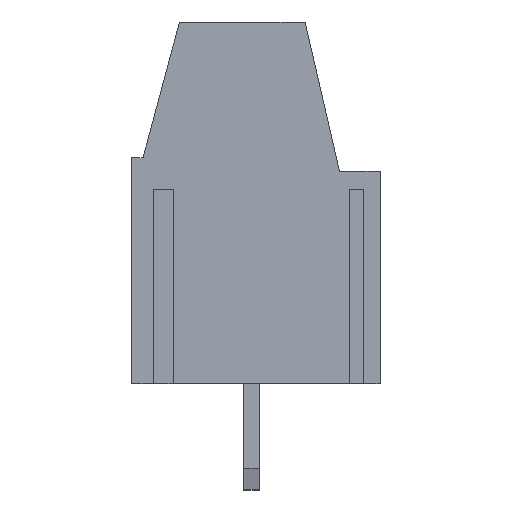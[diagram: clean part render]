
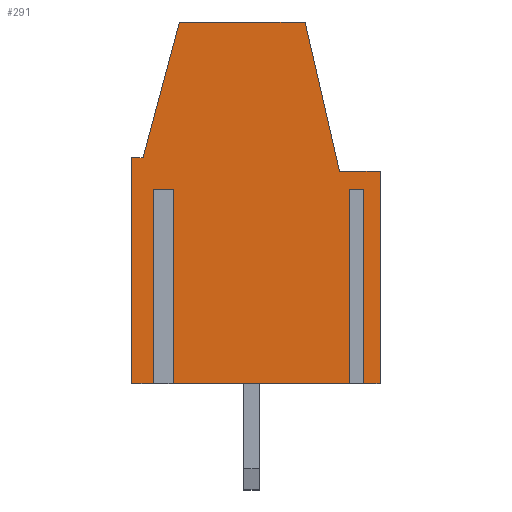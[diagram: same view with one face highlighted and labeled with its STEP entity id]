
A CAD part, top view. The second image highlights one B-rep face of the part: STEP entity #291.
In plain terms, the highlighted planar face has unit normal (0, 0, 1).
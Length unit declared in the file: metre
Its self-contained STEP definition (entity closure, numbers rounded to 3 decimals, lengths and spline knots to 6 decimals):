
#291=ADVANCED_FACE('',(#651),#652,.F.);
#651=FACE_OUTER_BOUND('',#1084,.T.);
#652=PLANE('',#1085);
#1084=EDGE_LOOP('',(#1892,#1893,#1894,#1895,#1896,#1897,#1898,#1899,#1900,#1901,#1902,#1903,#1904,#1905,#1906,#1907));
#1085=AXIS2_PLACEMENT_3D('',#1908,#1909,#1910);
#1892=ORIENTED_EDGE('',*,*,#2869,.T.);
#1893=ORIENTED_EDGE('',*,*,#2870,.T.);
#1894=ORIENTED_EDGE('',*,*,#2761,.T.);
#1895=ORIENTED_EDGE('',*,*,#2871,.T.);
#1896=ORIENTED_EDGE('',*,*,#2872,.T.);
#1897=ORIENTED_EDGE('',*,*,#2873,.F.);
#1898=ORIENTED_EDGE('',*,*,#2557,.F.);
#1899=ORIENTED_EDGE('',*,*,#2874,.T.);
#1900=ORIENTED_EDGE('',*,*,#2875,.T.);
#1901=ORIENTED_EDGE('',*,*,#2732,.F.);
#1902=ORIENTED_EDGE('',*,*,#2788,.T.);
#1903=ORIENTED_EDGE('',*,*,#2876,.T.);
#1904=ORIENTED_EDGE('',*,*,#2877,.T.);
#1905=ORIENTED_EDGE('',*,*,#2771,.T.);
#1906=ORIENTED_EDGE('',*,*,#2878,.T.);
#1907=ORIENTED_EDGE('',*,*,#2812,.T.);
#1908=CARTESIAN_POINT('',(0.189832,0.138629,0.0));
#1909=DIRECTION('',(0.0,0.0,-1.0));
#1910=DIRECTION('',(0.0,-1.0,0.0));
#2557=EDGE_CURVE('',#3044,#3046,#3047,.T.);
#2732=EDGE_CURVE('',#3350,#3352,#3353,.T.);
#2761=EDGE_CURVE('',#3398,#3399,#3400,.T.);
#2771=EDGE_CURVE('',#3413,#3411,#3414,.T.);
#2788=EDGE_CURVE('',#3350,#3437,#3439,.T.);
#2812=EDGE_CURVE('',#3474,#3475,#3476,.T.);
#2869=EDGE_CURVE('',#3475,#3548,#3549,.T.);
#2870=EDGE_CURVE('',#3548,#3398,#3550,.T.);
#2871=EDGE_CURVE('',#3399,#3551,#3552,.T.);
#2872=EDGE_CURVE('',#3551,#3553,#3554,.T.);
#2873=EDGE_CURVE('',#3046,#3553,#3555,.T.);
#2874=EDGE_CURVE('',#3044,#3556,#3557,.T.);
#2875=EDGE_CURVE('',#3556,#3352,#3558,.T.);
#2876=EDGE_CURVE('',#3437,#3559,#3560,.T.);
#2877=EDGE_CURVE('',#3559,#3413,#3561,.T.);
#2878=EDGE_CURVE('',#3411,#3474,#3562,.T.);
#3044=VERTEX_POINT('',#3756);
#3046=VERTEX_POINT('',#3759);
#3047=LINE('',#3760,#3761);
#3350=VERTEX_POINT('',#4197);
#3352=VERTEX_POINT('',#4200);
#3353=LINE('',#4201,#4202);
#3398=VERTEX_POINT('',#4265);
#3399=VERTEX_POINT('',#4266);
#3400=LINE('',#4267,#4268);
#3411=VERTEX_POINT('',#4285);
#3413=VERTEX_POINT('',#4288);
#3414=LINE('',#4289,#4290);
#3437=VERTEX_POINT('',#4326);
#3439=LINE('',#4329,#4330);
#3474=VERTEX_POINT('',#4382);
#3475=VERTEX_POINT('',#4383);
#3476=LINE('',#4384,#4385);
#3548=VERTEX_POINT('',#4498);
#3549=LINE('',#4499,#4500);
#3550=LINE('',#4501,#4502);
#3551=VERTEX_POINT('',#4503);
#3552=LINE('',#4504,#4505);
#3553=VERTEX_POINT('',#4506);
#3554=LINE('',#4507,#4508);
#3555=LINE('',#4509,#4510);
#3556=VERTEX_POINT('',#4511);
#3557=LINE('',#4512,#4513);
#3558=LINE('',#4514,#4515);
#3559=VERTEX_POINT('',#4516);
#3560=LINE('',#4517,#4518);
#3561=LINE('',#4519,#4520);
#3562=LINE('',#4521,#4522);
#3756=CARTESIAN_POINT('',(0.191682,0.137829,0.0));
#3759=CARTESIAN_POINT('',(0.190782,0.137829,0.0));
#3760=CARTESIAN_POINT('',(0.190782,0.137829,0.0));
#3761=VECTOR('',#4781,1.0);
#4197=CARTESIAN_POINT('',(0.199482,0.137829,0.0));
#4200=CARTESIAN_POINT('',(0.199482,0.129229,0.0));
#4201=CARTESIAN_POINT('',(0.199482,0.137829,0.0));
#4202=VECTOR('',#4937,1.0);
#4265=CARTESIAN_POINT('',(0.190332,0.139229,0.0));
#4266=CARTESIAN_POINT('',(0.189832,0.139229,0.0));
#4267=CARTESIAN_POINT('',(0.189832,0.139229,0.0));
#4268=VECTOR('',#4968,1.0);
#4285=CARTESIAN_POINT('',(0.200832,0.138629,0.0));
#4288=CARTESIAN_POINT('',(0.200832,0.129229,0.0));
#4289=CARTESIAN_POINT('',(0.200832,0.138629,0.0));
#4290=VECTOR('',#4976,1.0);
#4326=CARTESIAN_POINT('',(0.200082,0.137829,0.0));
#4329=CARTESIAN_POINT('',(0.200082,0.137829,0.0));
#4330=VECTOR('',#4991,1.0);
#4382=CARTESIAN_POINT('',(0.199032,0.138629,0.0));
#4383=CARTESIAN_POINT('',(0.197508,0.145229,0.0));
#4384=CARTESIAN_POINT('',(0.197508,0.145229,0.0));
#4385=VECTOR('',#5009,1.0);
#4498=CARTESIAN_POINT('',(0.191939,0.145229,0.0));
#4499=CARTESIAN_POINT('',(0.191939,0.145229,0.0));
#4500=VECTOR('',#5051,1.0);
#4501=CARTESIAN_POINT('',(0.190332,0.139229,0.0));
#4502=VECTOR('',#5052,1.0);
#4503=CARTESIAN_POINT('',(0.189832,0.129229,0.0));
#4504=CARTESIAN_POINT('',(0.189832,0.129229,0.0));
#4505=VECTOR('',#5053,1.0);
#4506=CARTESIAN_POINT('',(0.190782,0.129229,0.0));
#4507=CARTESIAN_POINT('',(0.200832,0.129229,0.0));
#4508=VECTOR('',#5054,1.0);
#4509=CARTESIAN_POINT('',(0.190782,0.137829,0.0));
#4510=VECTOR('',#5055,1.0);
#4511=CARTESIAN_POINT('',(0.191682,0.129229,0.0));
#4512=CARTESIAN_POINT('',(0.191682,0.137829,0.0));
#4513=VECTOR('',#5056,1.0);
#4514=CARTESIAN_POINT('',(0.200832,0.129229,0.0));
#4515=VECTOR('',#5057,1.0);
#4516=CARTESIAN_POINT('',(0.200082,0.129229,0.0));
#4517=CARTESIAN_POINT('',(0.200082,0.137829,0.0));
#4518=VECTOR('',#5058,1.0);
#4519=CARTESIAN_POINT('',(0.200832,0.129229,0.0));
#4520=VECTOR('',#5059,1.0);
#4521=CARTESIAN_POINT('',(0.199032,0.138629,0.0));
#4522=VECTOR('',#5060,1.0);
#4781=DIRECTION('',(-1.0,0.,0.));
#4937=DIRECTION('',(0.0,-1.0,0.));
#4968=DIRECTION('',(-1.0,0.0,0.0));
#4976=DIRECTION('',(0.0,1.0,0.0));
#4991=DIRECTION('',(1.0,0.,0.));
#5009=DIRECTION('',(-0.225,0.974,0.0));
#5051=DIRECTION('',(-1.0,0.0,0.0));
#5052=DIRECTION('',(-0.259,-0.966,0.0));
#5053=DIRECTION('',(0.0,-1.0,0.0));
#5054=DIRECTION('',(1.0,0.0,0.0));
#5055=DIRECTION('',(0.0,-1.0,0.));
#5056=DIRECTION('',(0.0,-1.0,0.));
#5057=DIRECTION('',(1.0,0.0,0.0));
#5058=DIRECTION('',(0.0,-1.0,0.));
#5059=DIRECTION('',(1.0,0.0,0.0));
#5060=DIRECTION('',(-1.0,0.0,0.0));
